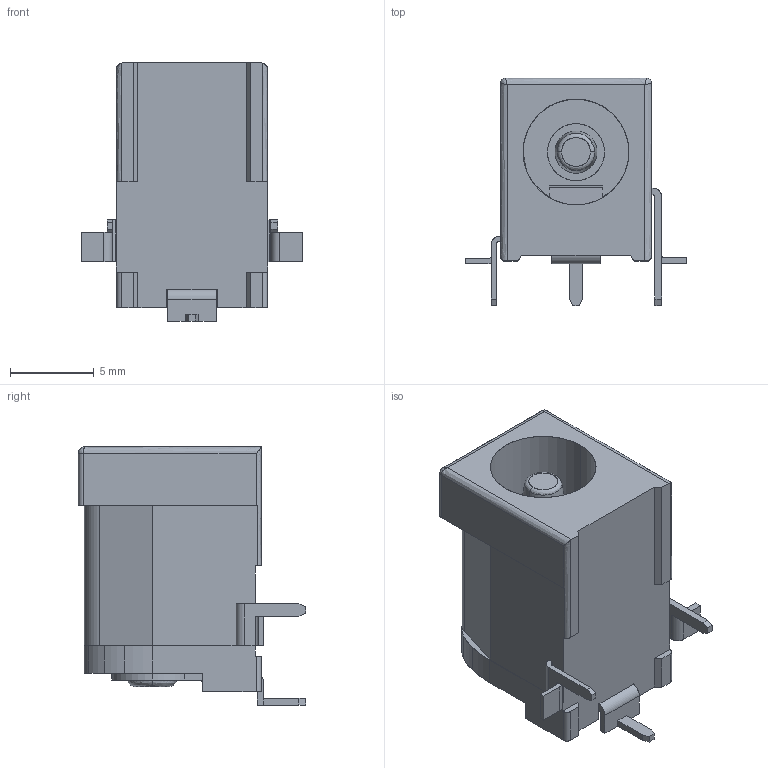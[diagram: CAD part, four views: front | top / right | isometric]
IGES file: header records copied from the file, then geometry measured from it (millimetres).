
Start section: SolidWorks IGES file using analytic representation for surfaces
Global section: file name: KLDX-SMT-0202-B_rB2.IGS; native system: SolidWorks 2007; preprocessor: SolidWorks 2007; author: Patrick; date: 120628.104203; units: millimetre
Bounding box: 13.2 x 13.55 x 15.4 mm (x, y, z)
Surface area: 1097.1 mm2 (no closed solid volume)
Topology: 0 solids, 0 shells, 154 faces, 1327 edges, 1323 vertices
Faces by surface type: bspline 103, revolution 51
